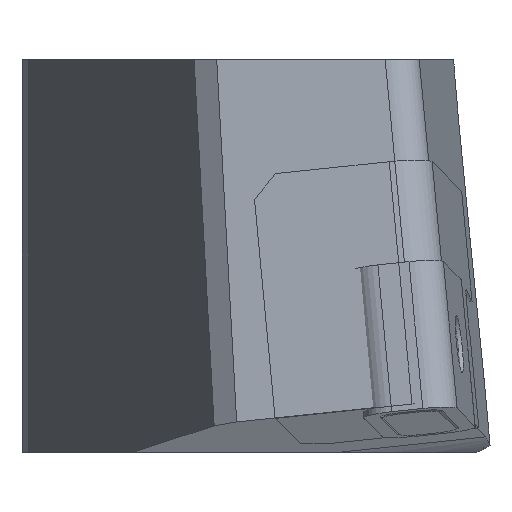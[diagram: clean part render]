
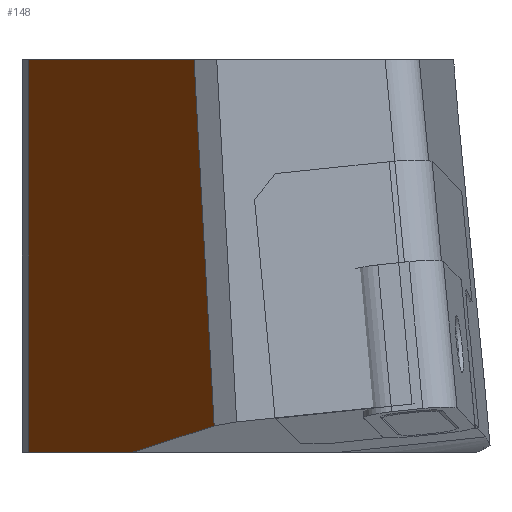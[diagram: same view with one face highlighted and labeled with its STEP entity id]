
A CAD part, left-side view. The second image highlights one B-rep face of the part: STEP entity #148.
In plain terms, the highlighted planar face has unit normal (-0.445, 0.896, 0).
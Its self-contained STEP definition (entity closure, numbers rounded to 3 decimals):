
#148=ADVANCED_FACE('',(#258),#214,.T.);
#214=PLANE('',#1411);
#258=FACE_OUTER_BOUND('',#317,.T.);
#317=EDGE_LOOP('',(#406,#407,#408,#409,#410));
#406=ORIENTED_EDGE('',*,*,#951,.F.);
#407=ORIENTED_EDGE('',*,*,#952,.F.);
#408=ORIENTED_EDGE('',*,*,#953,.F.);
#409=ORIENTED_EDGE('',*,*,#954,.T.);
#410=ORIENTED_EDGE('',*,*,#948,.F.);
#803=VERTEX_POINT('',#1882);
#804=VERTEX_POINT('',#1884);
#806=VERTEX_POINT('',#1890);
#807=VERTEX_POINT('',#1892);
#808=VERTEX_POINT('',#1894);
#948=EDGE_CURVE('',#803,#804,#1147,.T.);
#951=EDGE_CURVE('',#806,#803,#1150,.T.);
#952=EDGE_CURVE('',#807,#806,#1151,.T.);
#953=EDGE_CURVE('',#808,#807,#1152,.T.);
#954=EDGE_CURVE('',#808,#804,#1153,.T.);
#1147=LINE('',#1883,#1279);
#1150=LINE('',#1889,#1282);
#1151=LINE('',#1891,#1283);
#1152=LINE('',#1893,#1284);
#1153=LINE('',#1895,#1285);
#1279=VECTOR('',#1526,1.);
#1282=VECTOR('',#1531,1.);
#1283=VECTOR('',#1532,1.);
#1284=VECTOR('',#1533,1.);
#1285=VECTOR('',#1534,1.);
#1411=AXIS2_PLACEMENT_3D('',#1896,#1535,#1536);
#1526=DIRECTION('',(0.886,0.44,-0.143));
#1531=DIRECTION('',(-0.11,-0.055,-0.992));
#1532=DIRECTION('',(-0.896,-0.445,0.));
#1533=DIRECTION('',(0.,0.,1.));
#1534=DIRECTION('',(-0.896,-0.445,0.));
#1535=DIRECTION('',(-0.445,0.896,0.));
#1536=DIRECTION('',(-0.896,-0.445,0.));
#1882=CARTESIAN_POINT('',(5.719,30.532,-2.623));
#1883=CARTESIAN_POINT('',(48.055,51.555,-9.472));
#1884=CARTESIAN_POINT('',(26.59,40.896,-5.999));
#1889=CARTESIAN_POINT('',(11.547,33.425,49.999));
#1890=CARTESIAN_POINT('',(10.882,33.096,44.001));
#1891=CARTESIAN_POINT('',(54.993,55.001,44.001));
#1892=CARTESIAN_POINT('',(53.202,54.111,44.001));
#1893=CARTESIAN_POINT('',(53.202,54.111,44.001));
#1894=CARTESIAN_POINT('',(53.202,54.111,-5.999));
#1895=CARTESIAN_POINT('',(54.993,55.001,-5.999));
#1896=CARTESIAN_POINT('',(54.993,55.001,44.001));
